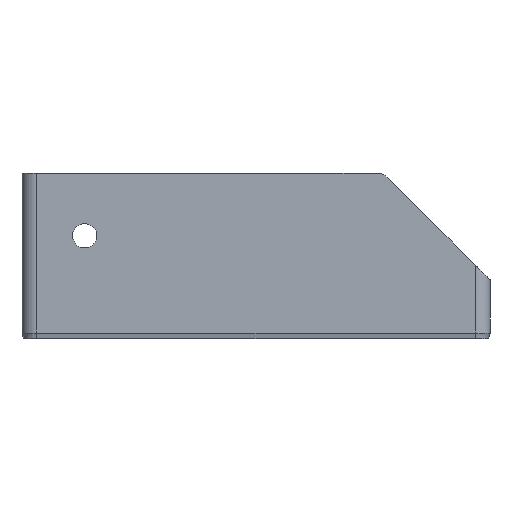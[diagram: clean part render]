
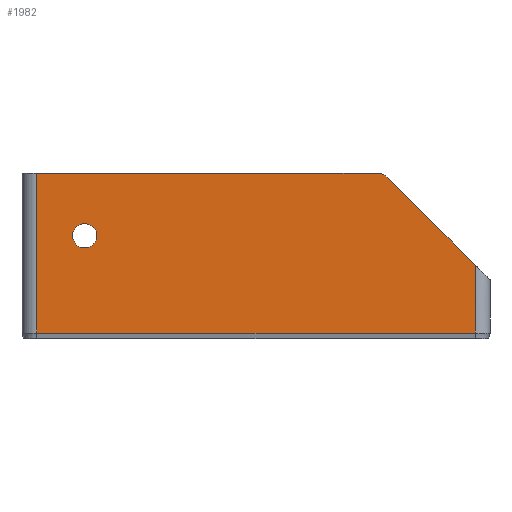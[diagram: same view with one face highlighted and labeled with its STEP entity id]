
A CAD part, left-side view. The second image highlights one B-rep face of the part: STEP entity #1982.
In plain terms, the highlighted planar face has unit normal (-1, 0, 0).
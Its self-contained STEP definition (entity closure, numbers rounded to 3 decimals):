
#27 = AXIS2_PLACEMENT_3D ( 'NONE', #134, #720, #672 ) ;
#100 = ORIENTED_EDGE ( 'NONE', *, *, #533, .T. ) ;
#116 = DIRECTION ( 'NONE',  ( 0., -1., 0. ) ) ;
#126 = VERTEX_POINT ( 'NONE', #1405 ) ;
#134 = CARTESIAN_POINT ( 'NONE',  ( -24., 31., 14. ) ) ;
#138 = DIRECTION ( 'NONE',  ( 0., -1., 0. ) ) ;
#155 = VECTOR ( 'NONE', #366, 1000. ) ;
#171 = VECTOR ( 'NONE', #218, 1000. ) ;
#218 = DIRECTION ( 'NONE',  ( 0., 1., 0. ) ) ;
#230 = CARTESIAN_POINT ( 'NONE',  ( -24., 37.5, 22.5 ) ) ;
#248 = DIRECTION ( 'NONE',  ( 0., 0., -1. ) ) ;
#264 = CARTESIAN_POINT ( 'NONE',  ( -24., -24., 8. ) ) ;
#308 = VERTEX_POINT ( 'NONE', #734 ) ;
#313 = DIRECTION ( 'NONE',  ( 1., 0., 0. ) ) ;
#366 = DIRECTION ( 'NONE',  ( 0., 0., 1. ) ) ;
#398 = CARTESIAN_POINT ( 'NONE',  ( -24., -22., 10. ) ) ;
#408 = ORIENTED_EDGE ( 'NONE', *, *, #1995, .T. ) ;
#409 = CIRCLE ( 'NONE', #27, 1.65 ) ;
#449 = VERTEX_POINT ( 'NONE', #1936 ) ;
#467 = LINE ( 'NONE', #264, #1690 ) ;
#533 = EDGE_CURVE ( 'NONE', #1861, #1387, #467, .T. ) ;
#586 = ORIENTED_EDGE ( 'NONE', *, *, #1271, .T. ) ;
#590 = LINE ( 'NONE', #713, #155 ) ;
#672 = DIRECTION ( 'NONE',  ( 0., -1., 0. ) ) ;
#673 = LINE ( 'NONE', #2068, #171 ) ;
#677 = FACE_BOUND ( 'NONE', #2197, .T. ) ;
#713 = CARTESIAN_POINT ( 'NONE',  ( -24., -22., 8. ) ) ;
#720 = DIRECTION ( 'NONE',  ( 1., 0., 0. ) ) ;
#734 = CARTESIAN_POINT ( 'NONE',  ( -24., -8.672, 22.5 ) ) ;
#770 = VECTOR ( 'NONE', #116, 1000. ) ;
#829 = CARTESIAN_POINT ( 'NONE',  ( -24., -10.086, 21.914 ) ) ;
#978 = CIRCLE ( 'NONE', #2052, 1.65 ) ;
#988 = EDGE_CURVE ( 'NONE', #2166, #126, #978, .T. ) ;
#1072 = EDGE_CURVE ( 'NONE', #308, #1933, #673, .T. ) ;
#1078 = VECTOR ( 'NONE', #248, 1000. ) ;
#1153 = ORIENTED_EDGE ( 'NONE', *, *, #988, .T. ) ;
#1169 = EDGE_LOOP ( 'NONE', ( #1792, #1851, #1806, #100, #408, #1689 ) ) ;
#1185 = CARTESIAN_POINT ( 'NONE',  ( -24., 37.5, 22.5 ) ) ;
#1197 = AXIS2_PLACEMENT_3D ( 'NONE', #1625, #1265, #138 ) ;
#1204 = FACE_OUTER_BOUND ( 'NONE', #1169, .T. ) ;
#1265 = DIRECTION ( 'NONE',  ( -1., 0., 0. ) ) ;
#1271 = EDGE_CURVE ( 'NONE', #126, #2166, #409, .T. ) ;
#1274 = CARTESIAN_POINT ( 'NONE',  ( -24., 31., 14. ) ) ;
#1291 = CARTESIAN_POINT ( 'NONE',  ( -24., -8.672, 20.5 ) ) ;
#1295 = CARTESIAN_POINT ( 'NONE',  ( -24., 29.35, 14. ) ) ;
#1312 = AXIS2_PLACEMENT_3D ( 'NONE', #1291, #1439, #1893 ) ;
#1387 = VERTEX_POINT ( 'NONE', #829 ) ;
#1405 = CARTESIAN_POINT ( 'NONE',  ( -24., 32.65, 14. ) ) ;
#1439 = DIRECTION ( 'NONE',  ( -1., 0., 0. ) ) ;
#1470 = CARTESIAN_POINT ( 'NONE',  ( -24., -22., 0.8 ) ) ;
#1472 = DIRECTION ( 'NONE',  ( 0., -1., 0. ) ) ;
#1558 = CIRCLE ( 'NONE', #1312, 2. ) ;
#1625 = CARTESIAN_POINT ( 'NONE',  ( -24., 0., 22.5 ) ) ;
#1679 = VERTEX_POINT ( 'NONE', #1470 ) ;
#1689 = ORIENTED_EDGE ( 'NONE', *, *, #1072, .T. ) ;
#1690 = VECTOR ( 'NONE', #1745, 1000. ) ;
#1745 = DIRECTION ( 'NONE',  ( 0., 0.707, 0.707 ) ) ;
#1748 = PLANE ( 'NONE',  #1197 ) ;
#1792 = ORIENTED_EDGE ( 'NONE', *, *, #1824, .T. ) ;
#1806 = ORIENTED_EDGE ( 'NONE', *, *, #1837, .T. ) ;
#1824 = EDGE_CURVE ( 'NONE', #1933, #449, #1961, .T. ) ;
#1826 = CARTESIAN_POINT ( 'NONE',  ( -24., -22., 0.8 ) ) ;
#1837 = EDGE_CURVE ( 'NONE', #1679, #1861, #590, .T. ) ;
#1851 = ORIENTED_EDGE ( 'NONE', *, *, #1951, .T. ) ;
#1861 = VERTEX_POINT ( 'NONE', #398 ) ;
#1893 = DIRECTION ( 'NONE',  ( 0., -1., 0. ) ) ;
#1933 = VERTEX_POINT ( 'NONE', #230 ) ;
#1936 = CARTESIAN_POINT ( 'NONE',  ( -24., 37.5, 0.8 ) ) ;
#1951 = EDGE_CURVE ( 'NONE', #449, #1679, #2148, .T. ) ;
#1961 = LINE ( 'NONE', #1185, #1078 ) ;
#1982 = ADVANCED_FACE ( 'NONE', ( #677, #1204 ), #1748, .T. ) ;
#1995 = EDGE_CURVE ( 'NONE', #1387, #308, #1558, .T. ) ;
#2052 = AXIS2_PLACEMENT_3D ( 'NONE', #1274, #313, #1472 ) ;
#2068 = CARTESIAN_POINT ( 'NONE',  ( -24., 0., 22.5 ) ) ;
#2148 = LINE ( 'NONE', #1826, #770 ) ;
#2166 = VERTEX_POINT ( 'NONE', #1295 ) ;
#2197 = EDGE_LOOP ( 'NONE', ( #586, #1153 ) ) ;
